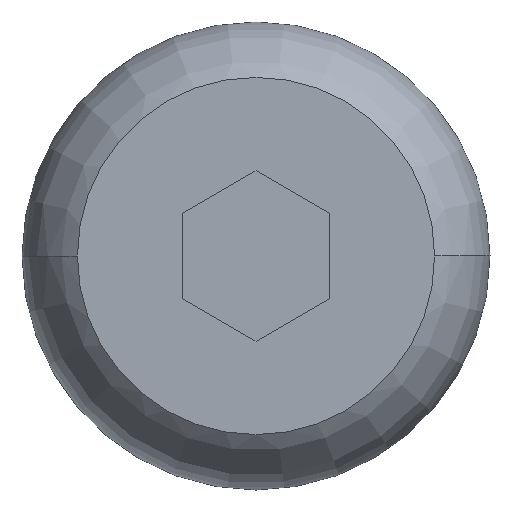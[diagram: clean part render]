
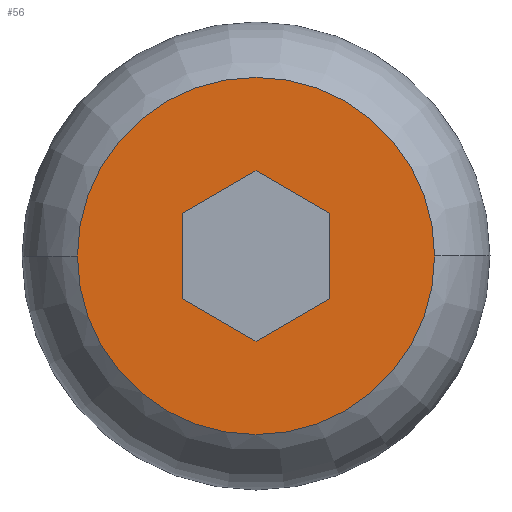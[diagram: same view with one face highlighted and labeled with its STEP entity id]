
A CAD part, left-side view. The second image highlights one B-rep face of the part: STEP entity #56.
In plain terms, the highlighted planar face has unit normal (-1, 0, 0).
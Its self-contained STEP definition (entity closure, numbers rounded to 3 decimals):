
#8 = CARTESIAN_POINT ( 'NONE',  ( 0., 0., 1.732 ) ) ;
#15 = LINE ( 'NONE', #226, #494 ) ;
#19 = FACE_BOUND ( 'NONE', #273, .T. ) ;
#33 = DIRECTION ( 'NONE',  ( 0., 1., 0. ) ) ;
#51 = EDGE_CURVE ( 'NONE', #628, #641, #15, .T. ) ;
#56 = ADVANCED_FACE ( 'NONE', ( #19, #322 ), #650, .T. ) ;
#81 = CARTESIAN_POINT ( 'NONE',  ( 0., 0., 0. ) ) ;
#83 = CARTESIAN_POINT ( 'NONE',  ( 0., 3.625, 0. ) ) ;
#87 = ORIENTED_EDGE ( 'NONE', *, *, #397, .F. ) ;
#89 = DIRECTION ( 'NONE',  ( 0., 0., -1. ) ) ;
#95 = LINE ( 'NONE', #400, #204 ) ;
#101 = CARTESIAN_POINT ( 'NONE',  ( 0., 0., -1.732 ) ) ;
#108 = CIRCLE ( 'NONE', #507, 3.625 ) ;
#112 = CARTESIAN_POINT ( 'NONE',  ( 0., 0., -1.732 ) ) ;
#119 = CIRCLE ( 'NONE', #463, 3.625 ) ;
#129 = VERTEX_POINT ( 'NONE', #584 ) ;
#145 = DIRECTION ( 'NONE',  ( 0., 0., 1. ) ) ;
#146 = CARTESIAN_POINT ( 'NONE',  ( 0., 0., 1.732 ) ) ;
#169 = EDGE_CURVE ( 'NONE', #497, #652, #108, .T. ) ;
#175 = CARTESIAN_POINT ( 'NONE',  ( 0., 0., 0. ) ) ;
#176 = LINE ( 'NONE', #330, #575 ) ;
#198 = CARTESIAN_POINT ( 'NONE',  ( 0., -1.5, -0.866 ) ) ;
#204 = VECTOR ( 'NONE', #295, 1000. ) ;
#207 = EDGE_CURVE ( 'NONE', #321, #129, #452, .T. ) ;
#219 = DIRECTION ( 'NONE',  ( 0., 1., 0. ) ) ;
#223 = DIRECTION ( 'NONE',  ( 0., -1., 0. ) ) ;
#226 = CARTESIAN_POINT ( 'NONE',  ( 0., 1.5, -0.866 ) ) ;
#228 = EDGE_CURVE ( 'NONE', #129, #586, #95, .T. ) ;
#247 = LINE ( 'NONE', #101, #559 ) ;
#273 = EDGE_LOOP ( 'NONE', ( #277, #600, #379, #332, #279, #605 ) ) ;
#277 = ORIENTED_EDGE ( 'NONE', *, *, #657, .F. ) ;
#279 = ORIENTED_EDGE ( 'NONE', *, *, #51, .F. ) ;
#288 = DIRECTION ( 'NONE',  ( 1., 0., 0. ) ) ;
#295 = DIRECTION ( 'NONE',  ( 0., 0.866, 0.5 ) ) ;
#306 = DIRECTION ( 'NONE',  ( 0., -0.866, 0.5 ) ) ;
#310 = AXIS2_PLACEMENT_3D ( 'NONE', #175, #499, #223 ) ;
#321 = VERTEX_POINT ( 'NONE', #525 ) ;
#322 = FACE_OUTER_BOUND ( 'NONE', #342, .T. ) ;
#330 = CARTESIAN_POINT ( 'NONE',  ( 0., 1.5, 0.866 ) ) ;
#332 = ORIENTED_EDGE ( 'NONE', *, *, #634, .F. ) ;
#342 = EDGE_LOOP ( 'NONE', ( #447, #87 ) ) ;
#379 = ORIENTED_EDGE ( 'NONE', *, *, #207, .F. ) ;
#382 = VECTOR ( 'NONE', #145, 1000. ) ;
#397 = EDGE_CURVE ( 'NONE', #652, #497, #119, .T. ) ;
#400 = CARTESIAN_POINT ( 'NONE',  ( 0., -1.5, 0.866 ) ) ;
#410 = CARTESIAN_POINT ( 'NONE',  ( 0., 1.5, 0.866 ) ) ;
#447 = ORIENTED_EDGE ( 'NONE', *, *, #169, .F. ) ;
#452 = LINE ( 'NONE', #198, #382 ) ;
#463 = AXIS2_PLACEMENT_3D ( 'NONE', #524, #519, #219 ) ;
#494 = VECTOR ( 'NONE', #580, 1000. ) ;
#497 = VERTEX_POINT ( 'NONE', #83 ) ;
#499 = DIRECTION ( 'NONE',  ( -1., 0., 0. ) ) ;
#503 = EDGE_CURVE ( 'NONE', #541, #628, #176, .T. ) ;
#507 = AXIS2_PLACEMENT_3D ( 'NONE', #81, #288, #33 ) ;
#519 = DIRECTION ( 'NONE',  ( 1., 0., 0. ) ) ;
#521 = LINE ( 'NONE', #8, #569 ) ;
#524 = CARTESIAN_POINT ( 'NONE',  ( 0., 0., 0. ) ) ;
#525 = CARTESIAN_POINT ( 'NONE',  ( 0., -1.5, -0.866 ) ) ;
#530 = CARTESIAN_POINT ( 'NONE',  ( 0., -3.625, 0. ) ) ;
#541 = VERTEX_POINT ( 'NONE', #410 ) ;
#559 = VECTOR ( 'NONE', #306, 1000. ) ;
#569 = VECTOR ( 'NONE', #636, 1000. ) ;
#575 = VECTOR ( 'NONE', #89, 1000. ) ;
#580 = DIRECTION ( 'NONE',  ( 0., -0.866, -0.5 ) ) ;
#584 = CARTESIAN_POINT ( 'NONE',  ( 0., -1.5, 0.866 ) ) ;
#586 = VERTEX_POINT ( 'NONE', #146 ) ;
#600 = ORIENTED_EDGE ( 'NONE', *, *, #228, .F. ) ;
#605 = ORIENTED_EDGE ( 'NONE', *, *, #503, .F. ) ;
#622 = CARTESIAN_POINT ( 'NONE',  ( 0., 1.5, -0.866 ) ) ;
#628 = VERTEX_POINT ( 'NONE', #622 ) ;
#634 = EDGE_CURVE ( 'NONE', #641, #321, #247, .T. ) ;
#636 = DIRECTION ( 'NONE',  ( 0., 0.866, -0.5 ) ) ;
#641 = VERTEX_POINT ( 'NONE', #112 ) ;
#650 = PLANE ( 'NONE',  #310 ) ;
#652 = VERTEX_POINT ( 'NONE', #530 ) ;
#657 = EDGE_CURVE ( 'NONE', #586, #541, #521, .T. ) ;
